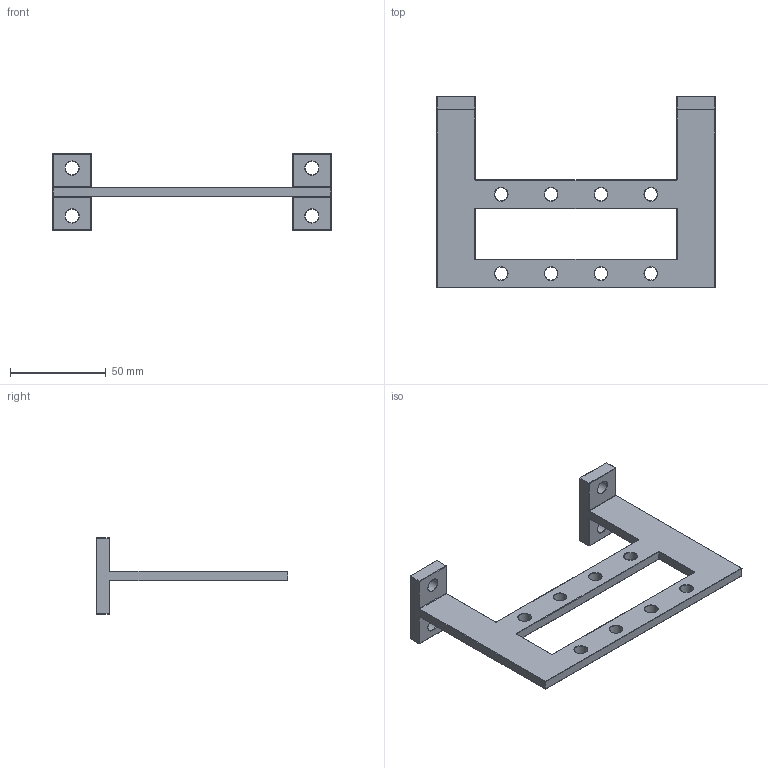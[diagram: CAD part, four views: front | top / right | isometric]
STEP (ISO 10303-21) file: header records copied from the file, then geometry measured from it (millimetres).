
FILE_DESCRIPTION(/* description */ (''),/* implementation_level */ '2;1');
FILE_NAME(/* name */ 'FlowMeter_holder.step',/* time_stamp */ '2024-05-07T10:34:37+02:00',/* author */ (''),/* organization */ (''),/* preprocessor_version */ 'ST-DEVELOPER v20',/* originating_system */ 'Autodesk Translation Framework v12.20.1.177',/* authorisation */ '');
FILE_SCHEMA (('AUTOMOTIVE_DESIGN { 1 0 10303 214 3 1 1 }'));
Length unit declared in the file: millimetre
Products named in the file (1): Flow meter holder
Bounding box: 145 x 100 x 40 mm (x, y, z)
Volume: 42998.5 mm3; surface area: 22630.5 mm2
Topology: 1 solids, 1 shells, 158 faces, 356 edges, 200 vertices
Faces by surface type: cylinder 72, torus 44, plane 22, sphere 20
Full cylindrical faces by diameter (mm): 6.8 x8, 7 x4
Entity records: 4473 total; most frequent: DIRECTION 898, CARTESIAN_POINT 715, ORIENTED_EDGE 712, AXIS2_PLACEMENT_3D 383, EDGE_CURVE 356, CIRCLE 224, VERTEX_POINT 200, EDGE_LOOP 184
